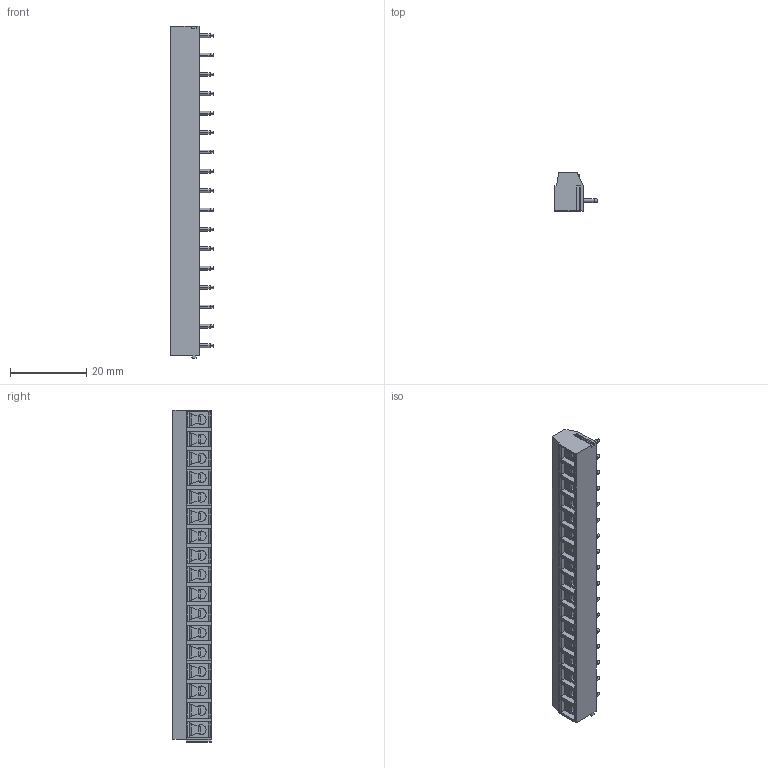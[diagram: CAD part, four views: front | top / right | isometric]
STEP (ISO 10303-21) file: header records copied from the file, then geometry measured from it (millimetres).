
FILE_DESCRIPTION((''),'2;1');
FILE_NAME('TL301R','2024-12-11T',('yanfa'),(''),'PRO/ENGINEER BY PARAMETRIC TECHNOLOGY CORPORATION, 2009280','PRO/ENGINEER BY PARAMETRIC TECHNOLOGY CORPORATION, 2009280','');
FILE_SCHEMA(('AUTOMOTIVE_DESIGN_CC2 { 1 2 10303 214 -1 1 5 2 }'));
Length unit declared in the file: millimetre
Products named in the file (1): TL301R
Bounding box: 11.2 x 10 x 87.05 mm (x, y, z)
Volume: 4960.5 mm3; surface area: 5240.6 mm2
Topology: 1 solids, 1 shells, 1054 faces, 2700 edges, 1716 vertices
Faces by surface type: plane 556, cylinder 330, cone 102, torus 34, sphere 32
Entity records: 33070 total; most frequent: CARTESIAN_POINT 7286, DIRECTION 5382, ORIENTED_EDGE 5336, EDGE_CURVE 2668, AXIS2_PLACEMENT_3D 1880, VERTEX_POINT 1716, VECTOR 1622, LINE 1622
